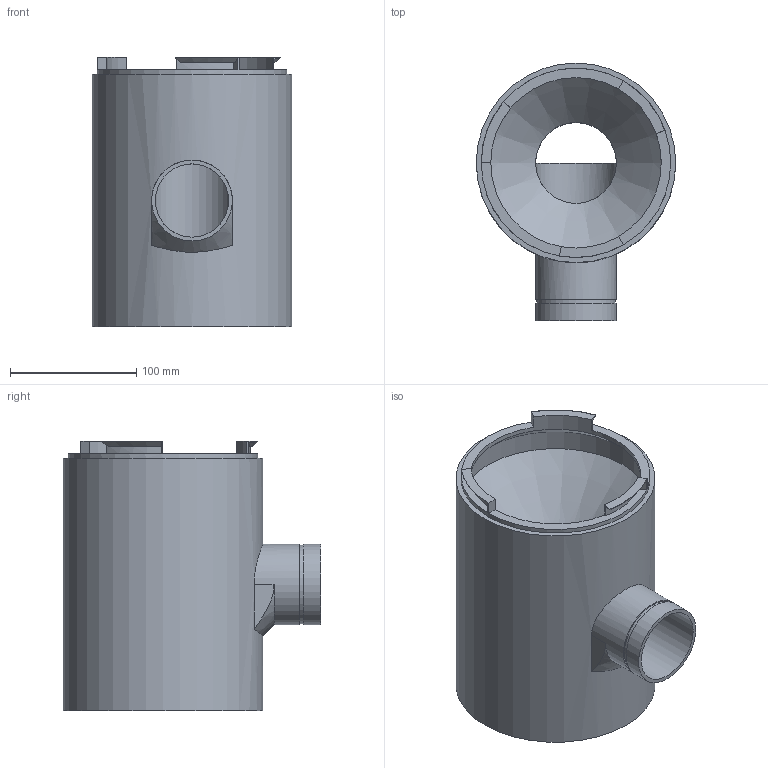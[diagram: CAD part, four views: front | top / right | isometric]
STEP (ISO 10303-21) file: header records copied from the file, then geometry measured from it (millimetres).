
FILE_DESCRIPTION(/* description */ (''),/* implementation_level */ '2;1');
FILE_NAME(/* name */ 'ex-vent v8-vacc.step',/* time_stamp */ '2024-01-22T17:39:56-08:00',/* author */ (''),/* organization */ (''),/* preprocessor_version */ 'ST-DEVELOPER v20',/* originating_system */ 'Autodesk Translation Framework v12.14.0.127',/* authorisation */ '');
FILE_SCHEMA (('AUTOMOTIVE_DESIGN { 1 0 10303 214 3 1 1 }'));
Length unit declared in the file: millimetre
Products named in the file (1): ex-vent
Bounding box: 158 x 204 x 213.5 mm (x, y, z)
Volume: 1983810.5 mm3; surface area: 227056.1 mm2
Topology: 1 solids, 1 shells, 62 faces, 165 edges, 108 vertices
Faces by surface type: plane 34, cylinder 18, cone 7, bspline 3
Full cylindrical faces by diameter (mm): 58 x1, 62 x1, 64 x3, 135 x1, 150 x1, 151 x5, 158 x1
Entity records: 3021 total; most frequent: CARTESIAN_POINT 1463, ORIENTED_EDGE 330, DIRECTION 307, EDGE_CURVE 165, AXIS2_PLACEMENT_3D 113, VERTEX_POINT 108, LINE 81, VECTOR 81
